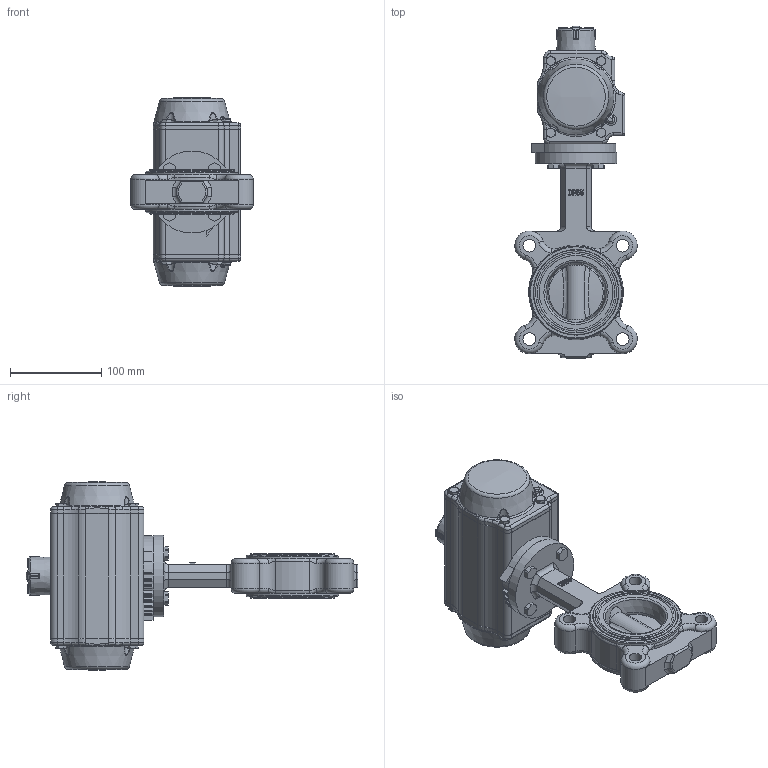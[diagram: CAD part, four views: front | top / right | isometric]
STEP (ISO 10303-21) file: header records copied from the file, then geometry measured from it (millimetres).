
FILE_DESCRIPTION(/* description */ ('Unknown'),/* implementation_level */ '2;1');
FILE_NAME(/* name */ 'FR03 5200_5210_5220-10',/* time_stamp */ '2023-05-02T13:52:10+02:00',/* author */ ('Unknown'),/* organization */ ('Unknown'),/* preprocessor_version */ 'ST-DEVELOPER v18.102',/* originating_system */ 'Solid Edge',/* authorisation */ 'Unknown');
FILE_SCHEMA (('AUTOMOTIVE_DESIGN {1 0 10303 214 3 1 1}'));
Length unit declared in the file: millimetre
Products named in the file (18): FR52-5.200_210_220-065; DW04_FR03_(DW70_FR52); ____; ________(___________; _____________; ______; hex head bolts-full thread grade c gb_GB_FASTENER_BOLT_HHBFTC M6X20-N; cup head nib bolts with large head gb_GB_FASTENER_BOLT_CHNBW M6X25-N; KP-75; Raster DN40- DN150; LUG-DN65; DN65概极; seat; disc; shaft1; shaft2; bushing1; DIN933_M8x30
Assembly tree (30 placements, depth 4):
  FR52-5.200_210_220-065
    DW04_FR03_(DW70_FR52)
      ____
        ________(___________  x2
        _____________  x2
        ______
      hex head bolts-full thread grade c gb_GB_FASTENER_BOLT_HHBFTC M6X20-N  x8
      cup head nib bolts with large head gb_GB_FASTENER_BOLT_CHNBW M6X25-N
      KP-75
    Raster DN40- DN150
    LUG-DN65
      DN65概极
      seat
      disc
      shaft1
      shaft2
      bushing1  x2
    DIN933_M8x30  x4
Bounding box: 134.47 x 364.4 x 206.95 mm (x, y, z)
Volume: 2220342.1 mm3; surface area: 290747.9 mm2
Topology: 27 solids, 27 shells, 1579 faces, 3857 edges, 2380 vertices
Faces by surface type: plane 545, cylinder 465, bspline 241, torus 162, cone 149, sphere 17
Full cylindrical faces by diameter (mm): 3 x18, 3.3 x8, 4.2 x8, 4.66 x1, 5 x14, 6 x9, 6.2 x1, 6.8 x12, 8 x5, 8.8 x2, 10 x5, 12.6 x5, 12.75 x1, 12.83 x2, 14 x4, 17.45 x2, 17.53 x2, 21.8 x3, 23 x1, 24.6 x1, 30.86 x1, 32 x2, 38.5 x1, 52.79 x2, 56 x1, 73.6 x4, 83 x4, 90 x1, 93 x2, 94 x2
Entity records: 46351 total; most frequent: CARTESIAN_POINT 17768, ORIENTED_EDGE 5718, DIRECTION 5570, EDGE_CURVE 2859, AXIS2_PLACEMENT_3D 2192, VERTEX_POINT 1902, FACE_BOUND 1575, EDGE_LOOP 1546
